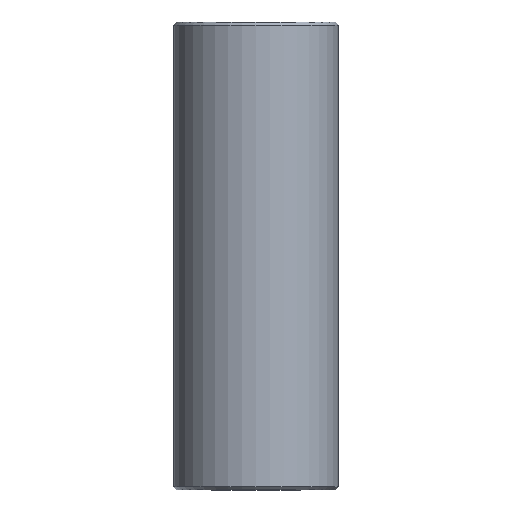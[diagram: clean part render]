
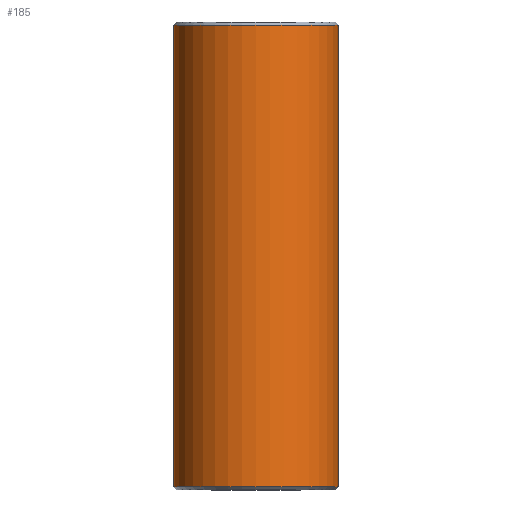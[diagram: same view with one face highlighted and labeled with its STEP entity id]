
A CAD part, front view. The second image highlights one B-rep face of the part: STEP entity #185.
In plain terms, the highlighted cylindrical face has radius 2.5 mm (diameter 5 mm), a full revolution.
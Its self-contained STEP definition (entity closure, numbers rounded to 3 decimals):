
#43 = CONICAL_SURFACE('',#44,2.5,0.785);
#44 = AXIS2_PLACEMENT_3D('',#45,#46,#47);
#45 = CARTESIAN_POINT('',(0.,0.,0.1));
#46 = DIRECTION('',(0.,0.,1.));
#47 = DIRECTION('',(1.,0.,0.));
#88 = VERTEX_POINT('',#89);
#89 = CARTESIAN_POINT('',(2.5,0.,0.1));
#110 = EDGE_CURVE('',#88,#88,#111,.T.);
#111 = SURFACE_CURVE('',#112,(#117,#123),.PCURVE_S1.);
#112 = CIRCLE('',#113,2.5);
#113 = AXIS2_PLACEMENT_3D('',#114,#115,#116);
#114 = CARTESIAN_POINT('',(0.,0.,0.1));
#115 = DIRECTION('',(0.,0.,-1.));
#116 = DIRECTION('',(1.,0.,0.));
#117 = PCURVE('',#43,#118);
#118 = DEFINITIONAL_REPRESENTATION('',(#119),#122);
#119 = B_SPLINE_CURVE_WITH_KNOTS('',1,(#120,#121),.UNSPECIFIED.,.F.,.F.,
  (2,2),(0.,6.283),.PIECEWISE_BEZIER_KNOTS.);
#120 = CARTESIAN_POINT('',(0.,0.));
#121 = CARTESIAN_POINT('',(-6.283,0.));
#122 = ( GEOMETRIC_REPRESENTATION_CONTEXT(2) 
PARAMETRIC_REPRESENTATION_CONTEXT() REPRESENTATION_CONTEXT('2D SPACE',''
  ) );
#123 = PCURVE('',#124,#129);
#124 = CYLINDRICAL_SURFACE('',#125,2.5);
#125 = AXIS2_PLACEMENT_3D('',#126,#127,#128);
#126 = CARTESIAN_POINT('',(0.,0.,0.));
#127 = DIRECTION('',(0.,0.,1.));
#128 = DIRECTION('',(1.,0.,0.));
#129 = DEFINITIONAL_REPRESENTATION('',(#130),#133);
#130 = B_SPLINE_CURVE_WITH_KNOTS('',1,(#131,#132),.UNSPECIFIED.,.F.,.F.,
  (2,2),(0.,6.283),.PIECEWISE_BEZIER_KNOTS.);
#131 = CARTESIAN_POINT('',(0.,0.1));
#132 = CARTESIAN_POINT('',(-6.283,0.1));
#133 = ( GEOMETRIC_REPRESENTATION_CONTEXT(2) 
PARAMETRIC_REPRESENTATION_CONTEXT() REPRESENTATION_CONTEXT('2D SPACE',''
  ) );
#185 = ADVANCED_FACE('',(#186),#124,.T.);
#186 = FACE_BOUND('',#187,.F.);
#187 = EDGE_LOOP('',(#188,#209,#210,#211));
#188 = ORIENTED_EDGE('',*,*,#189,.F.);
#189 = EDGE_CURVE('',#88,#190,#192,.T.);
#190 = VERTEX_POINT('',#191);
#191 = CARTESIAN_POINT('',(2.5,0.,14.1));
#192 = SEAM_CURVE('',#193,(#197,#203),.PCURVE_S1.);
#193 = LINE('',#194,#195);
#194 = CARTESIAN_POINT('',(2.5,0.,0.));
#195 = VECTOR('',#196,1.);
#196 = DIRECTION('',(0.,0.,1.));
#197 = PCURVE('',#124,#198);
#198 = DEFINITIONAL_REPRESENTATION('',(#199),#202);
#199 = B_SPLINE_CURVE_WITH_KNOTS('',1,(#200,#201),.UNSPECIFIED.,.F.,.F.,
  (2,2),(0.1,14.1),.PIECEWISE_BEZIER_KNOTS.);
#200 = CARTESIAN_POINT('',(0.,0.1));
#201 = CARTESIAN_POINT('',(0.,14.1));
#202 = ( GEOMETRIC_REPRESENTATION_CONTEXT(2) 
PARAMETRIC_REPRESENTATION_CONTEXT() REPRESENTATION_CONTEXT('2D SPACE',''
  ) );
#203 = PCURVE('',#124,#204);
#204 = DEFINITIONAL_REPRESENTATION('',(#205),#208);
#205 = B_SPLINE_CURVE_WITH_KNOTS('',1,(#206,#207),.UNSPECIFIED.,.F.,.F.,
  (2,2),(0.1,14.1),.PIECEWISE_BEZIER_KNOTS.);
#206 = CARTESIAN_POINT('',(-6.283,0.1));
#207 = CARTESIAN_POINT('',(-6.283,14.1));
#208 = ( GEOMETRIC_REPRESENTATION_CONTEXT(2) 
PARAMETRIC_REPRESENTATION_CONTEXT() REPRESENTATION_CONTEXT('2D SPACE',''
  ) );
#209 = ORIENTED_EDGE('',*,*,#110,.T.);
#210 = ORIENTED_EDGE('',*,*,#189,.T.);
#211 = ORIENTED_EDGE('',*,*,#212,.F.);
#212 = EDGE_CURVE('',#190,#190,#213,.T.);
#213 = SURFACE_CURVE('',#214,(#219,#225),.PCURVE_S1.);
#214 = CIRCLE('',#215,2.5);
#215 = AXIS2_PLACEMENT_3D('',#216,#217,#218);
#216 = CARTESIAN_POINT('',(0.,0.,14.1));
#217 = DIRECTION('',(0.,0.,-1.));
#218 = DIRECTION('',(1.,0.,0.));
#219 = PCURVE('',#124,#220);
#220 = DEFINITIONAL_REPRESENTATION('',(#221),#224);
#221 = B_SPLINE_CURVE_WITH_KNOTS('',1,(#222,#223),.UNSPECIFIED.,.F.,.F.,
  (2,2),(0.,6.283),.PIECEWISE_BEZIER_KNOTS.);
#222 = CARTESIAN_POINT('',(0.,14.1));
#223 = CARTESIAN_POINT('',(-6.283,14.1));
#224 = ( GEOMETRIC_REPRESENTATION_CONTEXT(2) 
PARAMETRIC_REPRESENTATION_CONTEXT() REPRESENTATION_CONTEXT('2D SPACE',''
  ) );
#225 = PCURVE('',#226,#231);
#226 = CONICAL_SURFACE('',#227,2.5,0.785);
#227 = AXIS2_PLACEMENT_3D('',#228,#229,#230);
#228 = CARTESIAN_POINT('',(0.,0.,14.1));
#229 = DIRECTION('',(-0.,0.,-1.));
#230 = DIRECTION('',(1.,0.,0.));
#231 = DEFINITIONAL_REPRESENTATION('',(#232),#235);
#232 = B_SPLINE_CURVE_WITH_KNOTS('',1,(#233,#234),.UNSPECIFIED.,.F.,.F.,
  (2,2),(0.,6.283),.PIECEWISE_BEZIER_KNOTS.);
#233 = CARTESIAN_POINT('',(0.,0.));
#234 = CARTESIAN_POINT('',(6.283,0.));
#235 = ( GEOMETRIC_REPRESENTATION_CONTEXT(2) 
PARAMETRIC_REPRESENTATION_CONTEXT() REPRESENTATION_CONTEXT('2D SPACE',''
  ) );
